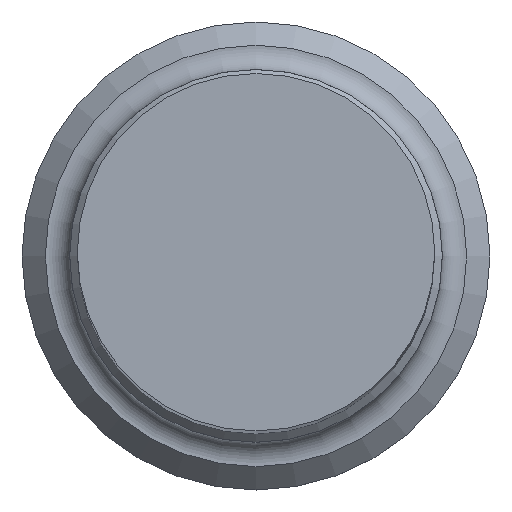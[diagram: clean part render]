
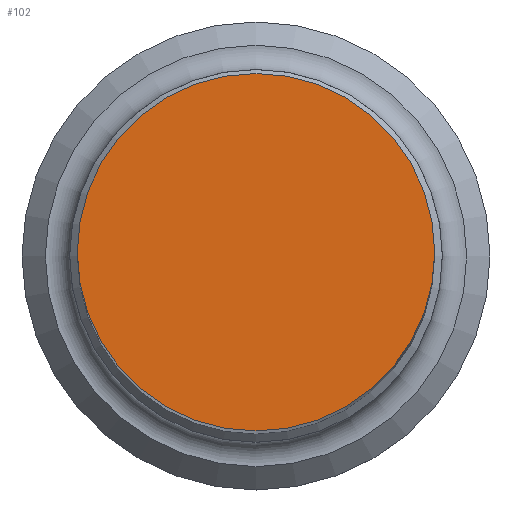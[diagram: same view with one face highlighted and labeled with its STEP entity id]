
A CAD part, top view. The second image highlights one B-rep face of the part: STEP entity #102.
In plain terms, the highlighted planar face has unit normal (0, 0, 1).
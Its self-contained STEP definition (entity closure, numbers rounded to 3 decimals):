
#99=EDGE_CURVE('240[2]',#212,#212,#213,.T.);
#102=ADVANCED_FACE('240[2]',(#216),#217,.T.);
#212=VERTEX_POINT('',#352);
#213=CIRCLE('',#353,8.0);
#216=FACE_OUTER_BOUND('',#357,.T.);
#217=PLANE('',#358);
#352=CARTESIAN_POINT('',(0.,8.,101.));
#353=AXIS2_PLACEMENT_3D('',#485,#486,#487);
#357=EDGE_LOOP('',(#489));
#358=AXIS2_PLACEMENT_3D('',#490,#491,#492);
#485=CARTESIAN_POINT('',(0.,0.,101.));
#486=DIRECTION('',(0.,0.,-1.0));
#487=DIRECTION('',(0.,1.0,0.));
#489=ORIENTED_EDGE('',*,*,#99,.F.);
#490=CARTESIAN_POINT('',(0.,4.,101.));
#491=DIRECTION('',(0.,0.,1.0));
#492=DIRECTION('',(1.0,0.,0.0));
